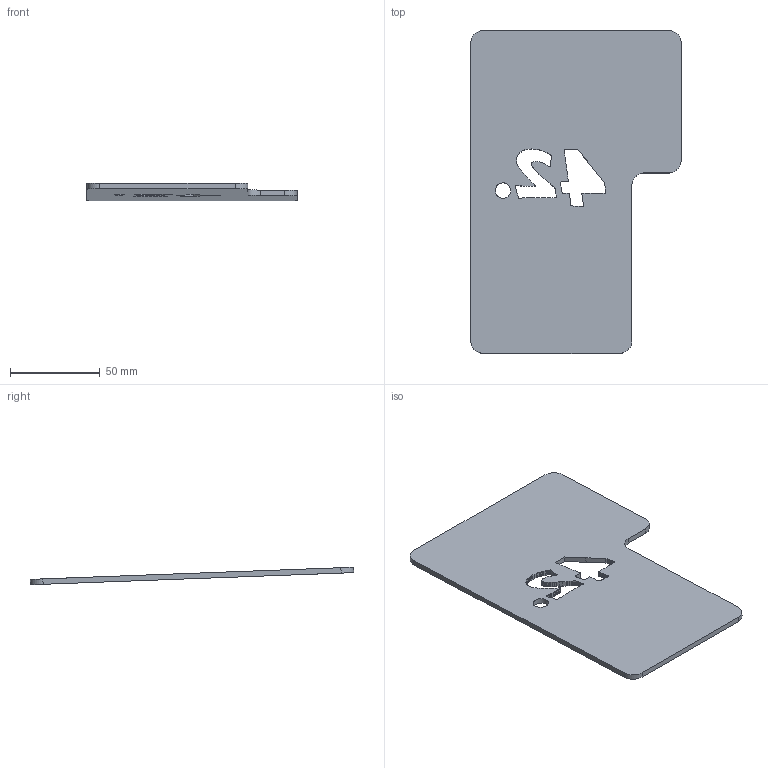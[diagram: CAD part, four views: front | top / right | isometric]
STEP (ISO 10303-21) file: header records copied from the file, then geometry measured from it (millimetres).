
FILE_DESCRIPTION(/* description */ (''),/* implementation_level */ '2;1');
FILE_NAME(/* name */ 'Gewicht.step',/* time_stamp */ '2023-04-06T17:47:57+02:00',/* author */ (''),/* organization */ (''),/* preprocessor_version */ 'ST-DEVELOPER v19.2',/* originating_system */ 'Autodesk Translation Framework v12.4.0.73',/* authorisation */ '');
FILE_SCHEMA (('AUTOMOTIVE_DESIGN { 1 0 10303 214 3 1 1 }'));
Length unit declared in the file: millimetre
Products named in the file (1): iso_ding
Bounding box: 117.06 x 179.99 x 9.75 mm (x, y, z)
Volume: 52156.6 mm3; surface area: 37263.1 mm2
Topology: 1 solids, 1 shells, 282 faces, 840 edges, 560 vertices
Faces by surface type: plane 275, cylinder 6, bspline 1
Entity records: 9360 total; most frequent: CARTESIAN_POINT 1700, ORIENTED_EDGE 1680, DIRECTION 1418, EDGE_CURVE 840, LINE 826, VECTOR 826, VERTEX_POINT 560, AXIS2_PLACEMENT_3D 296
